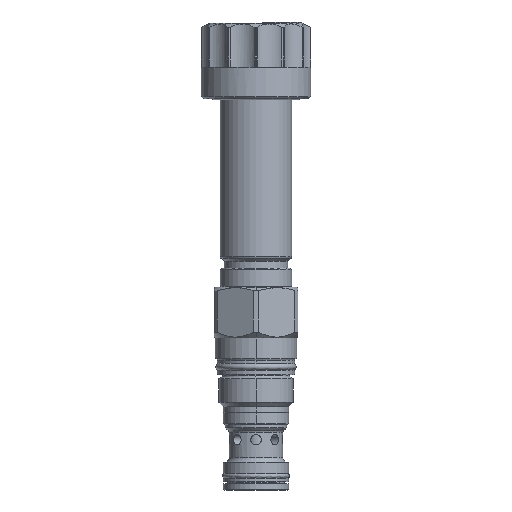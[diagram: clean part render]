
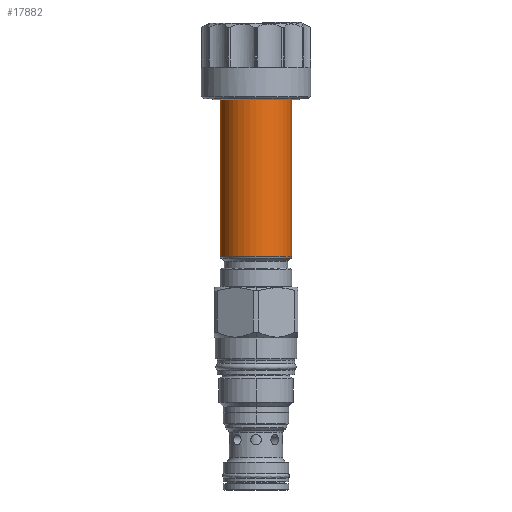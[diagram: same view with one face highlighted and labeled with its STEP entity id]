
A CAD part, front view. The second image highlights one B-rep face of the part: STEP entity #17882.
In plain terms, the highlighted cylindrical face has radius 9.5 mm (diameter 18.999 mm), a partial arc.
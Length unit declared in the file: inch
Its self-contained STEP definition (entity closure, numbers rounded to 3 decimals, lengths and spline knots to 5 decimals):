
#4446=CARTESIAN_POINT('',(0.,0.,4.58667));
#4447=DIRECTION('',(0.,0.,1.));
#4448=DIRECTION('',(-1.,0.,0.));
#4449=AXIS2_PLACEMENT_3D('',#4446,#4447,#4448);
#4456=DIRECTION('',(0.,0.,1.));
#4457=VECTOR('',#4456,2.14435);
#4458=CARTESIAN_POINT('',(-0.374,0.,2.44233));
#4459=LINE('',#4458,#4457);
#4460=DIRECTION('',(0.,0.,-1.));
#4461=VECTOR('',#4460,2.14435);
#4462=CARTESIAN_POINT('',(0.374,0.,4.58667));
#4463=LINE('',#4462,#4461);
#4492=CARTESIAN_POINT('',(0.,0.,2.44233));
#4493=DIRECTION('',(0.,0.,-1.));
#4494=DIRECTION('',(1.,0.,0.));
#4495=AXIS2_PLACEMENT_3D('',#4492,#4493,#4494);
#10861=CARTESIAN_POINT('',(0.374,0.,2.44233));
#10862=CARTESIAN_POINT('',(-0.374,0.,2.44233));
#10863=VERTEX_POINT('',#10861);
#10864=VERTEX_POINT('',#10862);
#10877=CARTESIAN_POINT('',(-0.374,0.,4.58667));
#10878=CARTESIAN_POINT('',(0.374,0.,4.58667));
#10879=VERTEX_POINT('',#10877);
#10880=VERTEX_POINT('',#10878);
#17868=CARTESIAN_POINT('',(0.,0.,3.08265));
#17869=DIRECTION('',(0.,0.,-1.));
#17870=DIRECTION('',(1.,0.,0.));
#17871=AXIS2_PLACEMENT_3D('',#17868,#17869,#17870);
#17872=CYLINDRICAL_SURFACE('',#17871,0.374);
#17874=ORIENTED_EDGE('',*,*,#17873,.T.);
#17875=ORIENTED_EDGE('',*,*,#17850,.T.);
#17877=ORIENTED_EDGE('',*,*,#17876,.T.);
#17879=ORIENTED_EDGE('',*,*,#17878,.T.);
#17880=EDGE_LOOP('',(#17874,#17875,#17877,#17879));
#17881=FACE_OUTER_BOUND('',#17880,.F.);
#17882=ADVANCED_FACE('',(#17881),#17872,.T.);
#4450=CIRCLE('',#4449,0.374);
#4496=CIRCLE('',#4495,0.374);
#17850=EDGE_CURVE('',#10879,#10880,#4450,.T.);
#17873=EDGE_CURVE('',#10864,#10879,#4459,.T.);
#17876=EDGE_CURVE('',#10880,#10863,#4463,.T.);
#17878=EDGE_CURVE('',#10863,#10864,#4496,.T.);
